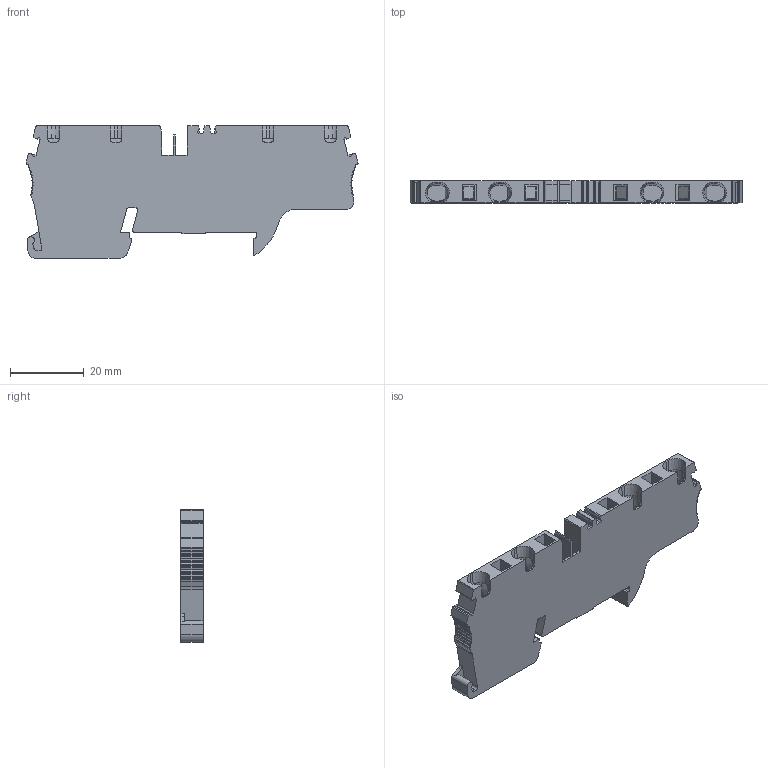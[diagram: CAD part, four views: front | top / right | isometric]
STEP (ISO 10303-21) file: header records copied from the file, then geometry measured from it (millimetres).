
FILE_DESCRIPTION(/* description */ ('Unknown'),/* implementation_level */ '2;1');
FILE_NAME(/* name */ 'SGQ4-2X2_3D_SOLID_MODEL',/* time_stamp */ '2025-11-18T16:50:29+05:00',/* author */ ('Unknown'),/* organization */ ('Unknown'),/* preprocessor_version */ 'ST-DEVELOPER v16.7',/* originating_system */ 'Solid Edge',/* authorisation */ 'Unknown');
FILE_SCHEMA (('AUTOMOTIVE_DESIGN {1 0 10303 214 3 1 1}'));
Length unit declared in the file: millimetre
Products named in the file (1): SGQ4-2X2_3D_SOLID_MODEL
Bounding box: 90.24 x 6 x 36 mm (x, y, z)
Volume: 12966.5 mm3; surface area: 8652.7 mm2
Topology: 1 solids, 1 shells, 371 faces, 1109 edges, 744 vertices
Faces by surface type: plane 167, cylinder 165, torus 16, bspline 15, cone 8
Entity records: 13825 total; most frequent: CARTESIAN_POINT 3704, ORIENTED_EDGE 2206, DIRECTION 2081, EDGE_CURVE 1103, VERTEX_POINT 742, AXIS2_PLACEMENT_3D 728, LINE 625, VECTOR 625
